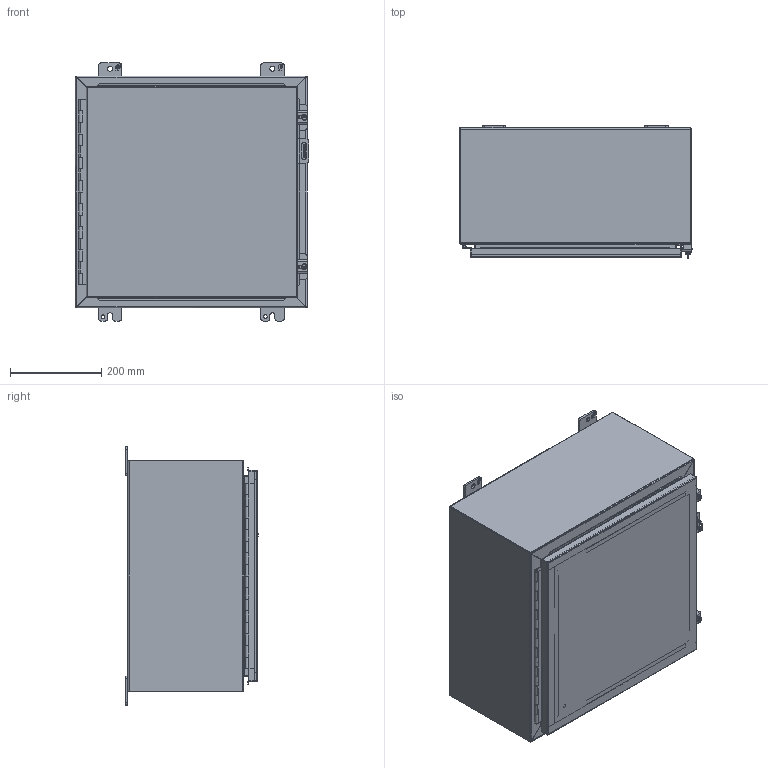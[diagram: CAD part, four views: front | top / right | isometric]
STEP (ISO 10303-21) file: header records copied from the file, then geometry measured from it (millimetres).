
FILE_DESCRIPTION (( 'STEP AP214' ), '1' );
FILE_NAME ('1418D10.STEP', '2019-10-19T19:26:31', ( '' ), ( '' ), 'SwSTEP 2.0', 'SolidWorks 2019', '' );
FILE_SCHEMA (( 'AUTOMOTIVE_DESIGN' ));
Length unit declared in the file: inch
Products named in the file (1): 1418D10
Bounding box: 511.18 x 290.5 x 565.15 mm (x, y, z)
Volume: 2826434 mm3; surface area: 2906540.1 mm2
Topology: 38 solids, 38 shells, 962 faces, 2411 edges, 1552 vertices
Faces by surface type: plane 667, cylinder 247, bspline 44, cone 4
Full cylindrical faces by diameter (mm): 3.175 x1, 4.318 x1, 5.41 x2, 6.198 x2, 6.35 x2, 6.731 x2, 7.137 x2, 7.805 x2, 7.937 x4, 8.382 x4, 9.525 x4, 9.906 x2, 11.113 x4, 11.303 x2, 12.7 x6, 16.51 x4, 25.4 x2
Entity records: 42874 total; most frequent: CARTESIAN_POINT 7868, ORIENTED_EDGE 4690, DIRECTION 4477, EDGE_CURVE 2345, LINE 1795, VECTOR 1795, VERTEX_POINT 1552, AXIS2_PLACEMENT_3D 1341
